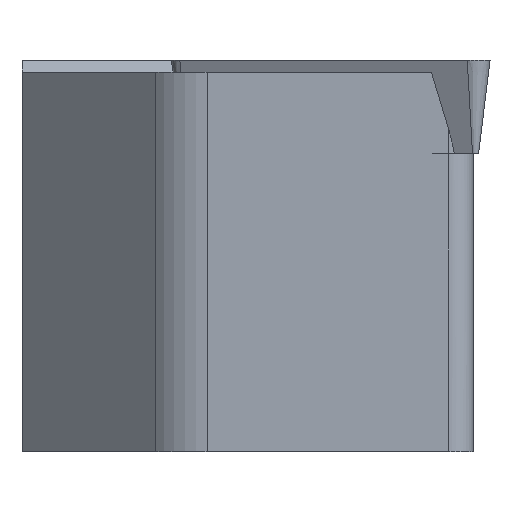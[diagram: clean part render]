
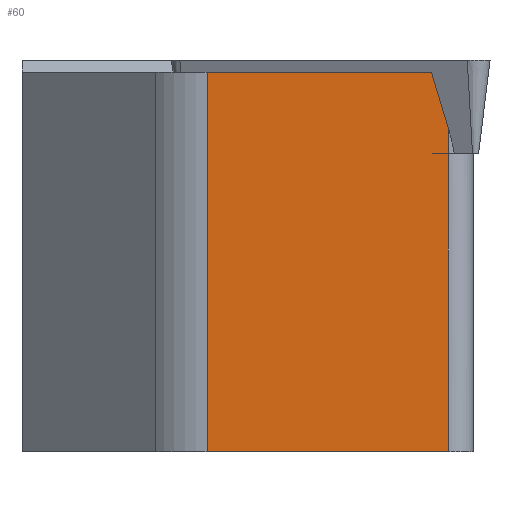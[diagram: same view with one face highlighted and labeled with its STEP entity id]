
A CAD part, left-side view. The second image highlights one B-rep face of the part: STEP entity #60.
In plain terms, the highlighted planar face has unit normal (-0.999, 0.052, 0).
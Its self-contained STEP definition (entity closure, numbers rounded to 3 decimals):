
#60=ADVANCED_FACE('',(#103),#83,.F.);
#83=PLANE('',#485);
#103=FACE_OUTER_BOUND('',#127,.T.);
#127=EDGE_LOOP('',(#297,#298,#299,#300,#301));
#147=LINE('',#644,#196);
#167=LINE('',#686,#216);
#171=LINE('',#698,#220);
#172=LINE('',#700,#221);
#173=LINE('',#701,#222);
#196=VECTOR('',#517,1.);
#216=VECTOR('',#553,1.);
#220=VECTOR('',#565,1.);
#221=VECTOR('',#568,1.);
#222=VECTOR('',#569,1.);
#297=ORIENTED_EDGE('',*,*,#434,.F.);
#298=ORIENTED_EDGE('',*,*,#435,.T.);
#299=ORIENTED_EDGE('',*,*,#428,.F.);
#300=ORIENTED_EDGE('',*,*,#436,.T.);
#301=ORIENTED_EDGE('',*,*,#407,.F.);
#359=VERTEX_POINT('',#628);
#367=VERTEX_POINT('',#643);
#378=VERTEX_POINT('',#678);
#381=VERTEX_POINT('',#685);
#385=VERTEX_POINT('',#697);
#407=EDGE_CURVE('',#367,#359,#147,.T.);
#428=EDGE_CURVE('',#381,#378,#167,.T.);
#434=EDGE_CURVE('',#385,#367,#171,.T.);
#435=EDGE_CURVE('',#385,#378,#172,.T.);
#436=EDGE_CURVE('',#381,#359,#173,.T.);
#485=AXIS2_PLACEMENT_3D('',#702,#570,#571);
#517=DIRECTION('',(0.052,0.999,0.));
#553=DIRECTION('',(-0.052,-0.999,0.));
#565=DIRECTION('',(0.,0.,-1.));
#568=DIRECTION('',(0.015,0.289,0.957));
#569=DIRECTION('',(0.,0.,-1.));
#570=DIRECTION('',(0.999,-0.052,0.));
#571=DIRECTION('',(0.052,0.999,0.));
#628=CARTESIAN_POINT('',(1.123,-4.73,-10.));
#643=CARTESIAN_POINT('',(0.8,-10.902,-10.));
#644=CARTESIAN_POINT('',(0.8,-10.902,-10.));
#678=CARTESIAN_POINT('',(0.823,-10.466,-0.3));
#685=CARTESIAN_POINT('',(1.123,-4.73,-0.3));
#686=CARTESIAN_POINT('',(0.8,-10.902,-0.3));
#697=CARTESIAN_POINT('',(0.8,-10.902,-1.744));
#698=CARTESIAN_POINT('',(0.8,-10.902,-30.));
#700=CARTESIAN_POINT('',(0.391,-18.708,-27.64));
#701=CARTESIAN_POINT('',(1.123,-4.73,-30.));
#702=CARTESIAN_POINT('',(0.8,-10.902,-30.));
